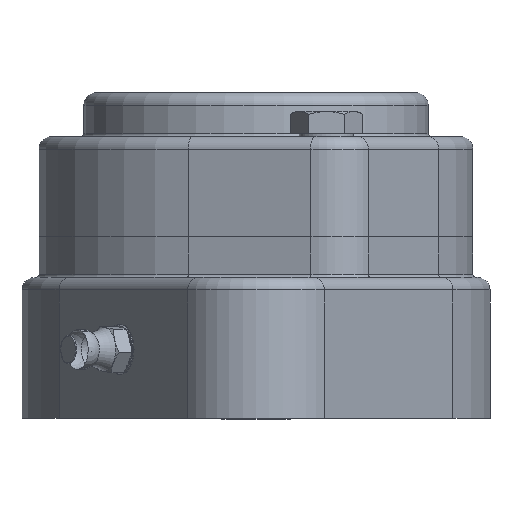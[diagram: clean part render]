
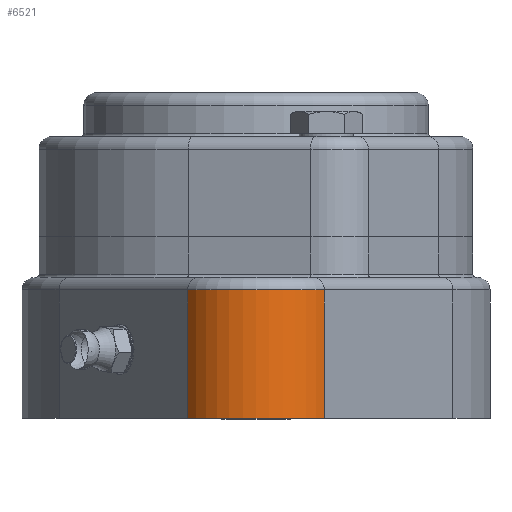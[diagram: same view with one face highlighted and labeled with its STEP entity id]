
A CAD part, left-side view. The second image highlights one B-rep face of the part: STEP entity #6521.
In plain terms, the highlighted cylindrical face has radius 13 mm (diameter 26 mm), a partial arc.
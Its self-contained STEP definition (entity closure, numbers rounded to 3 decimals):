
#271=CYLINDRICAL_SURFACE('',#7077,13.);
#426=FACE_OUTER_BOUND('',#1750,.T.);
#833=LINE('',#10695,#1172);
#834=LINE('',#10696,#1173);
#1172=VECTOR('',#8213,10.);
#1173=VECTOR('',#8214,10.);
#1750=EDGE_LOOP('',(#4560,#4561,#4562,#4563));
#2243=CIRCLE('',#7031,13.);
#2267=CIRCLE('',#7066,13.);
#2802=VERTEX_POINT('',#10567);
#2803=VERTEX_POINT('',#10569);
#2825=VERTEX_POINT('',#10651);
#2827=VERTEX_POINT('',#10657);
#3440=EDGE_CURVE('',#2803,#2802,#2243,.T.);
#3477=EDGE_CURVE('',#2825,#2827,#2267,.T.);
#3489=EDGE_CURVE('',#2825,#2803,#833,.T.);
#3490=EDGE_CURVE('',#2827,#2802,#834,.T.);
#4560=ORIENTED_EDGE('',*,*,#3477,.F.);
#4561=ORIENTED_EDGE('',*,*,#3489,.T.);
#4562=ORIENTED_EDGE('',*,*,#3440,.T.);
#4563=ORIENTED_EDGE('',*,*,#3490,.F.);
#6521=ADVANCED_FACE('',(#426),#271,.T.);
#7031=AXIS2_PLACEMENT_3D('',#10570,#8105,#8106);
#7066=AXIS2_PLACEMENT_3D('',#10661,#8185,#8186);
#7077=AXIS2_PLACEMENT_3D('',#10694,#8211,#8212);
#8105=DIRECTION('center_axis',(0.,0.,1.));
#8106=DIRECTION('ref_axis',(-0.544,0.839,0.));
#8185=DIRECTION('center_axis',(0.,0.,1.));
#8186=DIRECTION('ref_axis',(-1.,0.,0.));
#8211=DIRECTION('center_axis',(0.,0.,-1.));
#8212=DIRECTION('ref_axis',(-0.544,0.839,0.));
#8213=DIRECTION('',(0.,0.,-1.));
#8214=DIRECTION('',(0.,0.,-1.));
#10567=CARTESIAN_POINT('',(-52.078,-10.904,-22.5));
#10569=CARTESIAN_POINT('',(-52.078,10.904,-22.5));
#10570=CARTESIAN_POINT('Origin',(-45.,0.,-22.5));
#10651=CARTESIAN_POINT('',(-52.078,10.904,-2.));
#10657=CARTESIAN_POINT('',(-52.078,-10.904,-2.));
#10661=CARTESIAN_POINT('Origin',(-45.,0.,-2.));
#10694=CARTESIAN_POINT('Origin',(-45.,0.,0.));
#10695=CARTESIAN_POINT('',(-52.078,10.904,0.));
#10696=CARTESIAN_POINT('',(-52.078,-10.904,0.));
